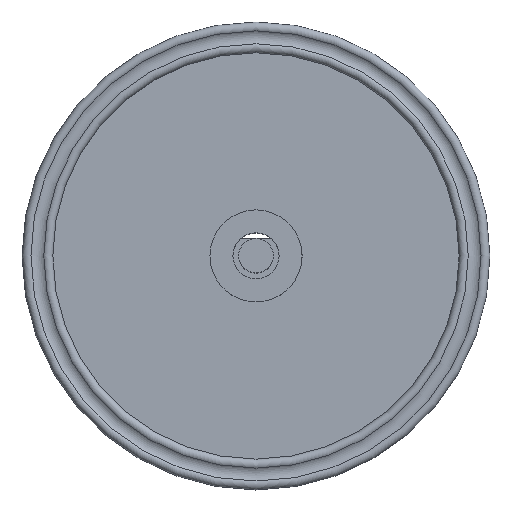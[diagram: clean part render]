
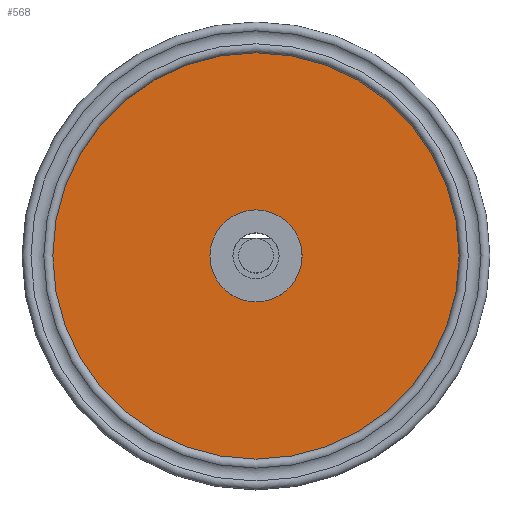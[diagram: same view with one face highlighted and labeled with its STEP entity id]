
A CAD part, top view. The second image highlights one B-rep face of the part: STEP entity #568.
In plain terms, the highlighted planar face has unit normal (0, 0, 1).
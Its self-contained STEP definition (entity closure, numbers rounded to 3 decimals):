
#67=FACE_BOUND('',#197,.T.);
#98=CIRCLE('',#706,35.3);
#108=CIRCLE('',#726,8.);
#153=FACE_OUTER_BOUND('',#196,.T.);
#196=EDGE_LOOP('',(#494));
#197=EDGE_LOOP('',(#495));
#287=VERTEX_POINT('',#1113);
#297=VERTEX_POINT('',#1151);
#345=EDGE_CURVE('',#287,#287,#98,.T.);
#362=EDGE_CURVE('',#297,#297,#108,.T.);
#494=ORIENTED_EDGE('',*,*,#345,.F.);
#495=ORIENTED_EDGE('',*,*,#362,.T.);
#539=PLANE('',#727);
#568=ADVANCED_FACE('',(#153,#67),#539,.T.);
#706=AXIS2_PLACEMENT_3D('',#1115,#853,#854);
#726=AXIS2_PLACEMENT_3D('',#1152,#900,#901);
#727=AXIS2_PLACEMENT_3D('',#1154,#903,#904);
#853=DIRECTION('center_axis',(0.,0.,-1.));
#854=DIRECTION('ref_axis',(1.,0.,0.));
#900=DIRECTION('center_axis',(0.,0.,-1.));
#901=DIRECTION('ref_axis',(1.,0.,0.));
#903=DIRECTION('center_axis',(0.,0.,1.));
#904=DIRECTION('ref_axis',(1.,0.,0.));
#1113=CARTESIAN_POINT('',(0.,-35.3,0.));
#1115=CARTESIAN_POINT('Origin',(0.,0.,0.));
#1151=CARTESIAN_POINT('',(0.,-8.,0.));
#1152=CARTESIAN_POINT('Origin',(0.,0.,0.));
#1154=CARTESIAN_POINT('Origin',(0.,35.3,0.));
